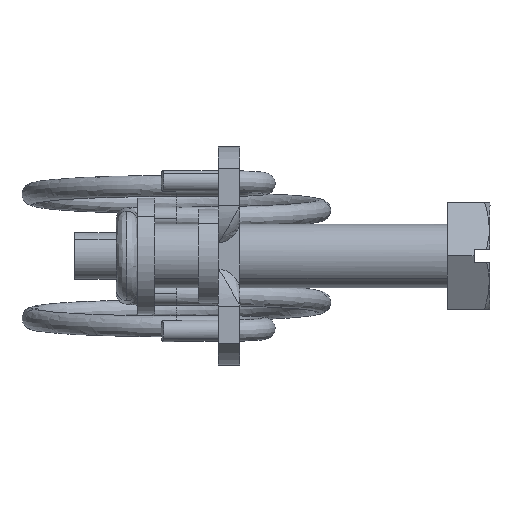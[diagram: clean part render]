
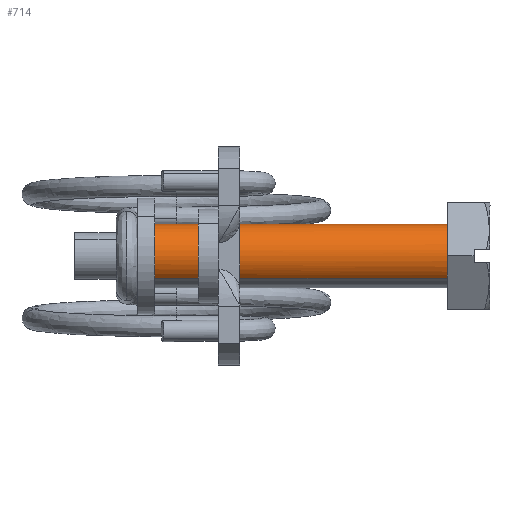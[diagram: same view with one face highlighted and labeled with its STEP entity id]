
A CAD part, top view. The second image highlights one B-rep face of the part: STEP entity #714.
In plain terms, the highlighted free-form (B-spline) face has degree [2, 1] with [5, 2] control points.
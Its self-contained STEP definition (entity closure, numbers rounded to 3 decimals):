
#492=CARTESIAN_POINT('',(-27.5,0.0,3.0));
#493=VERTEX_POINT('',#492);
#494=CARTESIAN_POINT('',(-27.5,3.,0.));
#495=VERTEX_POINT('',#494);
#496=CARTESIAN_POINT('',(-27.5,0.0,3.0));
#497=CARTESIAN_POINT('',(-27.5,0.258,3.));
#498=CARTESIAN_POINT('',(-27.5,0.626,2.952));
#499=CARTESIAN_POINT('',(-27.5,1.187,2.771));
#500=CARTESIAN_POINT('',(-27.5,1.647,2.532));
#501=CARTESIAN_POINT('',(-27.5,2.155,2.121));
#502=CARTESIAN_POINT('',(-27.5,2.518,1.667));
#503=CARTESIAN_POINT('',(-27.5,2.762,1.197));
#504=CARTESIAN_POINT('',(-27.5,2.945,0.675));
#505=CARTESIAN_POINT('',(-27.5,3.,0.27));
#506=CARTESIAN_POINT('',(-27.5,3.,0.));
#507=B_SPLINE_CURVE_WITH_KNOTS('',3,(#496,#497,#498,#499,#500,#501,#502,#503,#504,#505,#506),.UNSPECIFIED.,.F.,.U.,(4,1,1,1,1,1,1,1,4),(0.,0.773,1.104,1.767,2.319,3.056,3.497,3.902,4.712),.UNSPECIFIED.);
#508=EDGE_CURVE('',#493,#495,#507,.T.);
#510=CARTESIAN_POINT('',(-27.5,2.103,-2.14));
#511=VERTEX_POINT('',#510);
#512=CARTESIAN_POINT('',(-27.5,3.,0.));
#513=CARTESIAN_POINT('',(-27.5,3.,-0.174));
#514=CARTESIAN_POINT('',(-27.5,2.972,-0.496));
#515=CARTESIAN_POINT('',(-27.5,2.859,-0.943));
#516=CARTESIAN_POINT('',(-27.5,2.693,-1.345));
#517=CARTESIAN_POINT('',(-27.5,2.453,-1.752));
#518=CARTESIAN_POINT('',(-27.5,2.235,-2.009));
#519=CARTESIAN_POINT('',(-27.5,2.103,-2.14));
#520=B_SPLINE_CURVE_WITH_KNOTS('',3,(#512,#513,#514,#515,#516,#517,#518,#519),.UNSPECIFIED.,.F.,.U.,(4,1,1,1,1,4),(0.,0.521,0.968,1.377,1.824,2.382),.UNSPECIFIED.);
#521=EDGE_CURVE('',#495,#511,#520,.T.);
#550=CARTESIAN_POINT('',(-27.5,-2.103,2.14));
#551=VERTEX_POINT('',#550);
#562=CARTESIAN_POINT('',(-27.5,-2.103,2.14));
#563=CARTESIAN_POINT('',(-27.5,-1.947,2.293));
#564=CARTESIAN_POINT('',(-27.5,-1.688,2.497));
#565=CARTESIAN_POINT('',(-27.5,-1.252,2.737));
#566=CARTESIAN_POINT('',(-27.5,-0.728,2.937));
#567=CARTESIAN_POINT('',(-27.5,-0.279,3.));
#568=CARTESIAN_POINT('',(-27.5,0.0,3.0));
#569=B_SPLINE_CURVE_WITH_KNOTS('',3,(#562,#563,#564,#565,#566,#567,#568),.UNSPECIFIED.,.F.,.U.,(4,1,1,1,4),(0.,0.655,0.983,1.493,2.33),.UNSPECIFIED.);
#570=EDGE_CURVE('',#551,#493,#569,.T.);
#595=CARTESIAN_POINT('',(0.,2.103,-2.14));
#596=VERTEX_POINT('',#595);
#623=CARTESIAN_POINT('',(0.,-2.103,2.14));
#624=VERTEX_POINT('',#623);
#635=CARTESIAN_POINT('',(0.,-2.103,2.14));
#636=CARTESIAN_POINT('',(-27.5,-2.103,2.14));
#637=QUASI_UNIFORM_CURVE('',1,(#635,#636),.UNSPECIFIED.,.F.,.U.);
#638=EDGE_CURVE('',#624,#551,#637,.T.);
#643=CARTESIAN_POINT('',(0.,2.103,-2.14));
#644=CARTESIAN_POINT('',(-27.5,2.103,-2.14));
#645=QUASI_UNIFORM_CURVE('',1,(#643,#644),.UNSPECIFIED.,.F.,.U.);
#646=EDGE_CURVE('',#596,#511,#645,.T.);
#651=CARTESIAN_POINT('',(0.688,-2.103,2.14));
#652=CARTESIAN_POINT('',(0.688,0.037,4.242));
#653=CARTESIAN_POINT('',(0.688,2.14,2.103));
#654=CARTESIAN_POINT('',(0.688,4.242,-0.037));
#655=CARTESIAN_POINT('',(0.688,2.103,-2.14));
#656=CARTESIAN_POINT('',(-28.205,-2.103,2.14));
#657=CARTESIAN_POINT('',(-28.205,0.037,4.242));
#658=CARTESIAN_POINT('',(-28.205,2.14,2.103));
#659=CARTESIAN_POINT('',(-28.205,4.242,-0.037));
#660=CARTESIAN_POINT('',(-28.205,2.103,-2.14));
#668=(BOUNDED_SURFACE()B_SPLINE_SURFACE(2,1,((#651,#656),(#652,#657),(#653,#658),(#654,#659),(#655,#660)),.UNSPECIFIED.,.F.,.F.,.U.)B_SPLINE_SURFACE_WITH_KNOTS((3,2,3),(2,2),(0.0,4.971,9.941),(0.0,28.892),.UNSPECIFIED.)GEOMETRIC_REPRESENTATION_ITEM()RATIONAL_B_SPLINE_SURFACE(((1.0,1.0),(0.707,0.707),(1.0,1.0),(0.707,0.707),(1.0,1.0)))REPRESENTATION_ITEM('')SURFACE());
#669=CARTESIAN_POINT('',(0.0,3.,0.));
#670=VERTEX_POINT('',#669);
#671=CARTESIAN_POINT('',(0.,2.103,-2.14));
#672=CARTESIAN_POINT('',(0.,2.315,-1.931));
#673=CARTESIAN_POINT('',(0.,2.594,-1.56));
#674=CARTESIAN_POINT('',(0.,2.83,-1.025));
#675=CARTESIAN_POINT('',(0.,2.965,-0.546));
#676=CARTESIAN_POINT('',(0.,3.,-0.211));
#677=CARTESIAN_POINT('',(0.0,3.,0.));
#678=B_SPLINE_CURVE_WITH_KNOTS('',3,(#671,#672,#673,#674,#675,#676,#677),.UNSPECIFIED.,.F.,.U.,(4,1,1,1,4),(0.,0.893,1.377,1.75,2.382),.UNSPECIFIED.);
#679=EDGE_CURVE('',#596,#670,#678,.T.);
#680=ORIENTED_EDGE('',*,*,#679,.F.);
#681=ORIENTED_EDGE('',*,*,#646,.T.);
#682=ORIENTED_EDGE('',*,*,#521,.F.);
#683=ORIENTED_EDGE('',*,*,#508,.F.);
#684=ORIENTED_EDGE('',*,*,#570,.F.);
#685=ORIENTED_EDGE('',*,*,#638,.F.);
#686=CARTESIAN_POINT('',(0.0,0.0,3.0));
#687=VERTEX_POINT('',#686);
#688=CARTESIAN_POINT('',(0.0,0.0,3.0));
#689=CARTESIAN_POINT('',(0.,-0.17,3.));
#690=CARTESIAN_POINT('',(0.,-0.546,2.968));
#691=CARTESIAN_POINT('',(0.,-1.134,2.804));
#692=CARTESIAN_POINT('',(0.,-1.672,2.515));
#693=CARTESIAN_POINT('',(0.,-1.982,2.259));
#694=CARTESIAN_POINT('',(0.,-2.103,2.14));
#695=B_SPLINE_CURVE_WITH_KNOTS('',3,(#688,#689,#690,#691,#692,#693,#694),.UNSPECIFIED.,.F.,.U.,(4,1,1,1,4),(0.,0.51,1.129,1.82,2.33),.UNSPECIFIED.);
#696=EDGE_CURVE('',#687,#624,#695,.T.);
#697=ORIENTED_EDGE('',*,*,#696,.F.);
#698=CARTESIAN_POINT('',(0.0,3.,0.));
#699=CARTESIAN_POINT('',(0.0,3.,0.172));
#700=CARTESIAN_POINT('',(0.0,2.968,0.54));
#701=CARTESIAN_POINT('',(0.0,2.827,1.051));
#702=CARTESIAN_POINT('',(0.0,2.582,1.561));
#703=CARTESIAN_POINT('',(0.0,2.268,1.99));
#704=CARTESIAN_POINT('',(0.0,1.838,2.394));
#705=CARTESIAN_POINT('',(0.0,1.358,2.698));
#706=CARTESIAN_POINT('',(0.0,0.724,2.938));
#707=CARTESIAN_POINT('',(0.0,0.27,3.));
#708=CARTESIAN_POINT('',(0.0,0.0,3.0));
#709=B_SPLINE_CURVE_WITH_KNOTS('',3,(#698,#699,#700,#701,#702,#703,#704,#705,#706,#707,#708),.UNSPECIFIED.,.F.,.U.,(4,1,1,1,1,1,1,1,4),(0.,0.515,1.104,1.583,2.209,2.688,3.35,3.902,4.712),.UNSPECIFIED.);
#710=EDGE_CURVE('',#670,#687,#709,.T.);
#711=ORIENTED_EDGE('',*,*,#710,.F.);
#712=EDGE_LOOP('',(#680,#681,#682,#683,#684,#685,#697,#711));
#713=FACE_OUTER_BOUND('',#712,.T.);
#714=ADVANCED_FACE('',(#713),#668,.T.);
